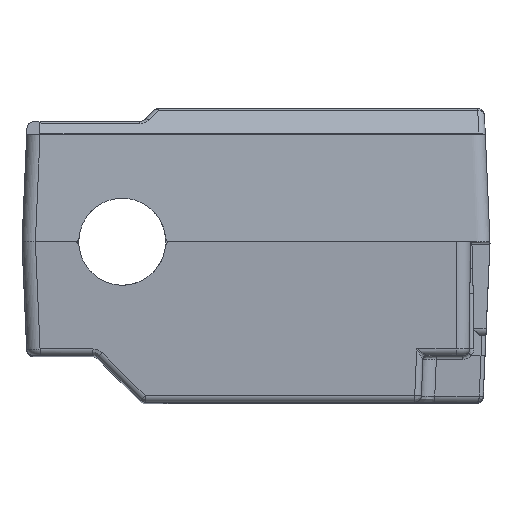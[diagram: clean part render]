
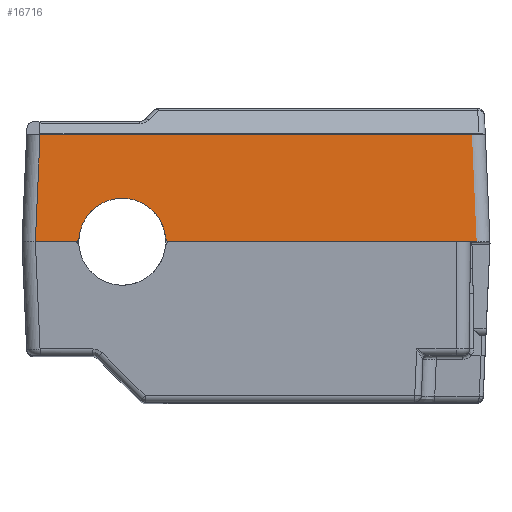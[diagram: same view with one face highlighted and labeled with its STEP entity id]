
A CAD part, top view. The second image highlights one B-rep face of the part: STEP entity #16716.
In plain terms, the highlighted planar face has unit normal (0, 0.044, 0.999).
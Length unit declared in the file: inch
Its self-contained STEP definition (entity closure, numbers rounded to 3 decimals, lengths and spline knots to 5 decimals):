
#111 = CARTESIAN_POINT ( 'NONE',  ( 0.43454, 0., 1.33858 ) ) ;
#148 = CARTESIAN_POINT ( 'NONE',  ( 0.35591, 0.11297, 1.33365 ) ) ;
#1028 = ORIENTED_EDGE ( 'NONE', *, *, #21775, .T. ) ;
#1455 = CARTESIAN_POINT ( 'NONE',  ( 0.16778, 0.01081, 1.33811 ) ) ;
#1765 = VERTEX_POINT ( 'NONE', #1455 ) ;
#1937 = LINE ( 'NONE', #24887, #23262 ) ;
#2312 = CARTESIAN_POINT ( 'NONE',  ( 0.18389, 0.06347, 1.33581 ) ) ;
#2383 = CARTESIAN_POINT ( 'NONE',  ( 0.42277, 0.01081, 1.33811 ) ) ;
#2626 = CARTESIAN_POINT ( 'NONE',  ( 0.42347, 0.0072, 1.33827 ) ) ;
#2632 = CARTESIAN_POINT ( 'NONE',  ( 0.03933, 0., 1.33858 ) ) ;
#2969 = PLANE ( 'NONE',  #13466 ) ;
#5056 = EDGE_CURVE ( 'NONE', #16680, #1765, #33493, .T. ) ;
#5072 = VECTOR ( 'NONE', #9412, 39.37008 ) ;
#5413 = EDGE_CURVE ( 'NONE', #7695, #9989, #1937, .T. ) ;
#5652 = DIRECTION ( 'NONE',  ( 1., 0., 0. ) ) ;
#5795 = ORIENTED_EDGE ( 'NONE', *, *, #23239, .T. ) ;
#6151 = FACE_OUTER_BOUND ( 'NONE', #10708, .T. ) ;
#7223 = CARTESIAN_POINT ( 'NONE',  ( 0.31095, 0.128, 1.33299 ) ) ;
#7341 = CARTESIAN_POINT ( 'NONE',  ( 0.16778, 0.01081, 1.33811 ) ) ;
#7447 = CARTESIAN_POINT ( 'NONE',  ( 0.16284, 0.00214, 1.33849 ) ) ;
#7695 = VERTEX_POINT ( 'NONE', #11296 ) ;
#7699 = CARTESIAN_POINT ( 'NONE',  ( 0.20275, 0.08874, 1.33471 ) ) ;
#7780 = B_SPLINE_CURVE_WITH_KNOTS ( 'NONE', 3,
 ( #7341, #10119, #18195, #2312, #20674, #23409, #7699, #18314, #26059, #10354, #34024, #7223, #8136, #13214, #148, #29304, #18532, #16113, #18869, #10689, #23878, #13553 ),
 .UNSPECIFIED., .F., .F.,
 ( 4, 2, 2, 2, 2, 2, 2, 2, 2, 2, 4 ),
 ( 0., 0.125, 0.1875, 0.25, 0.375, 0.5, 0.625, 0.6875, 0.75, 0.875, 1. ),
 .UNSPECIFIED. ) ;
#8136 = CARTESIAN_POINT ( 'NONE',  ( 0.32641, 0.12514, 1.33312 ) ) ;
#8199 = CARTESIAN_POINT ( 'NONE',  ( -0.07672, 0., 1.33858 ) ) ;
#9243 = VERTEX_POINT ( 'NONE', #13752 ) ;
#9412 = DIRECTION ( 'NONE',  ( -0.044, -0.998, 0.044 ) ) ;
#9640 = ORIENTED_EDGE ( 'NONE', *, *, #11273, .T. ) ;
#9989 = VERTEX_POINT ( 'NONE', #16042 ) ;
#10119 = CARTESIAN_POINT ( 'NONE',  ( 0.16913, 0.02673, 1.33742 ) ) ;
#10218 = CARTESIAN_POINT ( 'NONE',  ( 0.16611, 0.00503, 1.33836 ) ) ;
#10354 = CARTESIAN_POINT ( 'NONE',  ( 0.26341, 0.12496, 1.33313 ) ) ;
#10389 = EDGE_CURVE ( 'NONE', #1765, #22140, #7780, .T. ) ;
#10689 = CARTESIAN_POINT ( 'NONE',  ( 0.41718, 0.04205, 1.33675 ) ) ;
#10708 = EDGE_LOOP ( 'NONE', ( #5795, #31460, #21999, #1028, #15003, #9640, #13695, #29367 ) ) ;
#11175 = EDGE_CURVE ( 'NONE', #9243, #33351, #29235, .T. ) ;
#11273 = EDGE_CURVE ( 'NONE', #9989, #9243, #31279, .T. ) ;
#11296 = CARTESIAN_POINT ( 'NONE',  ( 0.43454, 0., 1.33858 ) ) ;
#12933 = CARTESIAN_POINT ( 'NONE',  ( 0.42863, 0.00118, 1.33853 ) ) ;
#12989 = EDGE_CURVE ( 'NONE', #33351, #18100, #24830, .T. ) ;
#13214 = CARTESIAN_POINT ( 'NONE',  ( 0.34883, 0.11648, 1.3335 ) ) ;
#13283 = CARTESIAN_POINT ( 'NONE',  ( 0.4315, 0., 1.33858 ) ) ;
#13466 = AXIS2_PLACEMENT_3D ( 'NONE', #8199, #24064, #26691 ) ;
#13553 = CARTESIAN_POINT ( 'NONE',  ( 0.42277, 0.01081, 1.33811 ) ) ;
#13695 = ORIENTED_EDGE ( 'NONE', *, *, #11175, .T. ) ;
#13752 = CARTESIAN_POINT ( 'NONE',  ( 1.32487, 0.31496, 1.32483 ) ) ;
#15003 = ORIENTED_EDGE ( 'NONE', *, *, #5413, .T. ) ;
#15023 = CARTESIAN_POINT ( 'NONE',  ( 1.33862, 0., 1.33858 ) ) ;
#15346 = B_SPLINE_CURVE_WITH_KNOTS ( 'NONE', 3,
 ( #2383, #26007, #2626, #33977, #20754, #28800, #12933, #13283, #111 ),
 .UNSPECIFIED., .F., .F.,
 ( 4, 1, 2, 2, 4 ),
 ( 0., 0.25, 0.375, 0.5, 1. ),
 .UNSPECIFIED. ) ;
#15426 = CARTESIAN_POINT ( 'NONE',  ( 0.1616, 0.00136, 1.33852 ) ) ;
#16042 = CARTESIAN_POINT ( 'NONE',  ( 1.33862, 0., 1.33858 ) ) ;
#16113 = CARTESIAN_POINT ( 'NONE',  ( 0.39343, 0.08366, 1.33493 ) ) ;
#16680 = VERTEX_POINT ( 'NONE', #25258 ) ;
#16716 = ADVANCED_FACE ( 'NONE', ( #6151 ), #2969, .T. ) ;
#17444 = DIRECTION ( 'NONE',  ( -1., 0., 0. ) ) ;
#18068 = CARTESIAN_POINT ( 'NONE',  ( 0.16778, 0.01081, 1.33811 ) ) ;
#18100 = VERTEX_POINT ( 'NONE', #2632 ) ;
#18195 = CARTESIAN_POINT ( 'NONE',  ( 0.17335, 0.04194, 1.33675 ) ) ;
#18314 = CARTESIAN_POINT ( 'NONE',  ( 0.22031, 0.10492, 1.334 ) ) ;
#18532 = CARTESIAN_POINT ( 'NONE',  ( 0.37554, 0.09997, 1.33422 ) ) ;
#18543 = CARTESIAN_POINT ( 'NONE',  ( 0.05308, 0.31496, 1.32483 ) ) ;
#18869 = CARTESIAN_POINT ( 'NONE',  ( 0.40297, 0.07095, 1.33549 ) ) ;
#20206 = CARTESIAN_POINT ( 'NONE',  ( 0.05308, 0.31496, 1.32483 ) ) ;
#20495 = DIRECTION ( 'NONE',  ( -0.044, 0.998, -0.044 ) ) ;
#20674 = CARTESIAN_POINT ( 'NONE',  ( 0.188, 0.07021, 1.33552 ) ) ;
#20754 = CARTESIAN_POINT ( 'NONE',  ( 0.42548, 0.00419, 1.3384 ) ) ;
#21775 = EDGE_CURVE ( 'NONE', #22140, #7695, #15346, .T. ) ;
#21999 = ORIENTED_EDGE ( 'NONE', *, *, #10389, .T. ) ;
#22106 = CARTESIAN_POINT ( 'NONE',  ( 1.37795, 0.31496, 1.32483 ) ) ;
#22140 = VERTEX_POINT ( 'NONE', #29941 ) ;
#23239 = EDGE_CURVE ( 'NONE', #18100, #16680, #25864, .T. ) ;
#23262 = VECTOR ( 'NONE', #27984, 39.37008 ) ;
#23409 = CARTESIAN_POINT ( 'NONE',  ( 0.19741, 0.08282, 1.33497 ) ) ;
#23734 = CARTESIAN_POINT ( 'NONE',  ( -0.07672, 0., 1.33858 ) ) ;
#23878 = CARTESIAN_POINT ( 'NONE',  ( 0.42141, 0.02682, 1.33741 ) ) ;
#24064 = DIRECTION ( 'NONE',  ( 0., 0.044, 0.999 ) ) ;
#24830 = LINE ( 'NONE', #20206, #5072 ) ;
#24887 = CARTESIAN_POINT ( 'NONE',  ( 1.37795, 0., 1.33858 ) ) ;
#25258 = CARTESIAN_POINT ( 'NONE',  ( 0.15601, 0., 1.33858 ) ) ;
#25698 = CARTESIAN_POINT ( 'NONE',  ( 0.15968, 0.00039, 1.33857 ) ) ;
#25806 = CARTESIAN_POINT ( 'NONE',  ( 0.16753, 0.00779, 1.33824 ) ) ;
#25864 = LINE ( 'NONE', #23734, #26696 ) ;
#25921 = CARTESIAN_POINT ( 'NONE',  ( 0.15754, 0., 1.33858 ) ) ;
#26007 = CARTESIAN_POINT ( 'NONE',  ( 0.4229, 0.0093, 1.33818 ) ) ;
#26059 = CARTESIAN_POINT ( 'NONE',  ( 0.23363, 0.11325, 1.33364 ) ) ;
#26691 = DIRECTION ( 'NONE',  ( 0., -0.999, 0.044 ) ) ;
#26696 = VECTOR ( 'NONE', #5652, 39.37008 ) ;
#27984 = DIRECTION ( 'NONE',  ( 1., 0., 0. ) ) ;
#28480 = CARTESIAN_POINT ( 'NONE',  ( 0.15601, 0., 1.33858 ) ) ;
#28800 = CARTESIAN_POINT ( 'NONE',  ( 0.42603, 0.0036, 1.33843 ) ) ;
#29235 = LINE ( 'NONE', #22106, #33760 ) ;
#29304 = CARTESIAN_POINT ( 'NONE',  ( 0.36929, 0.10469, 1.33401 ) ) ;
#29367 = ORIENTED_EDGE ( 'NONE', *, *, #12989, .T. ) ;
#29941 = CARTESIAN_POINT ( 'NONE',  ( 0.42277, 0.01081, 1.33811 ) ) ;
#31279 = LINE ( 'NONE', #15023, #33368 ) ;
#31378 = CARTESIAN_POINT ( 'NONE',  ( 0.16348, 0.00264, 1.33847 ) ) ;
#31460 = ORIENTED_EDGE ( 'NONE', *, *, #5056, .T. ) ;
#33351 = VERTEX_POINT ( 'NONE', #18543 ) ;
#33368 = VECTOR ( 'NONE', #20495, 39.37008 ) ;
#33493 = B_SPLINE_CURVE_WITH_KNOTS ( 'NONE', 3,
 ( #28480, #25921, #25698, #15426, #7447, #31378, #10218, #25806, #18068 ),
 .UNSPECIFIED., .F., .F.,
 ( 4, 1, 2, 2, 4 ),
 ( 0., 0.25, 0.375, 0.5, 1. ),
 .UNSPECIFIED. ) ;
#33760 = VECTOR ( 'NONE', #17444, 39.37008 ) ;
#33977 = CARTESIAN_POINT ( 'NONE',  ( 0.4246, 0.00536, 1.33835 ) ) ;
#34024 = CARTESIAN_POINT ( 'NONE',  ( 0.27893, 0.12791, 1.333 ) ) ;
